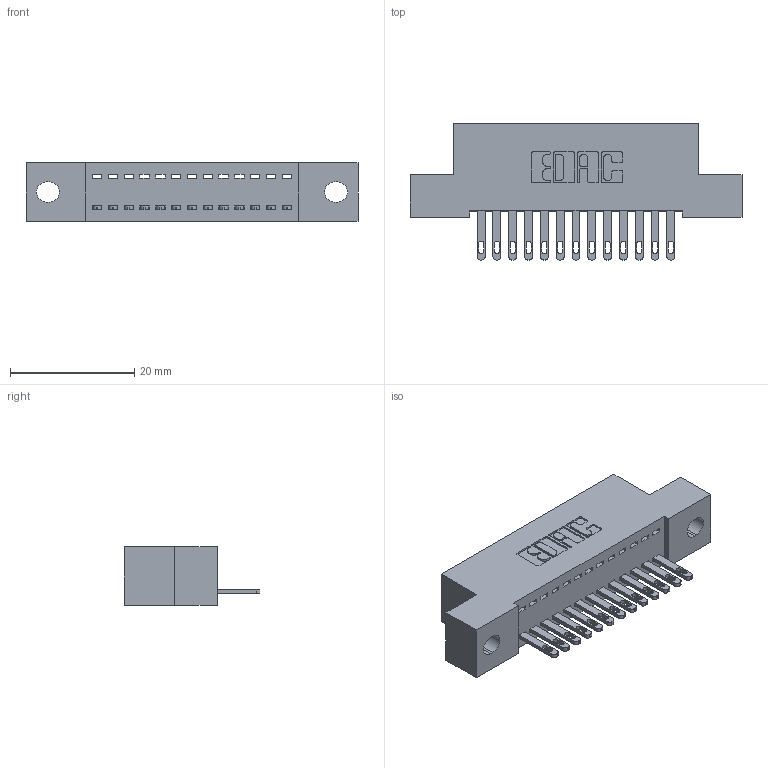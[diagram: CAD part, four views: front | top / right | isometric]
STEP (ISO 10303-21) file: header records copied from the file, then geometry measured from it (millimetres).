
FILE_DESCRIPTION (( 'STEP AP203' ), '1' );
FILE_NAME ('342-013-500-102.STEP', '2018-08-10T16:03:02', ( '' ), ( '' ), 'SwSTEP 2.0', 'SolidWorks 2016', '' );
FILE_SCHEMA (( 'CONFIG_CONTROL_DESIGN' ));
Length unit declared in the file: inch
Products named in the file (3): 342 Part_.128 Slot; 345-292-001_345-293-100; 342-013-500-102
Assembly tree (14 placements, depth 2):
  342-013-500-102
    342 Part_.128 Slot
    345-292-001_345-293-100  x13
Bounding box: 53.34 x 21.85 x 9.4 mm (x, y, z)
Volume: 4525.9 mm3; surface area: 5889.9 mm2
Topology: 14 solids, 14 shells, 816 faces, 2495 edges, 1662 vertices
Faces by surface type: plane 538, cylinder 278
Entity records: 11631 total; most frequent: CARTESIAN_POINT 2017, ORIENTED_EDGE 1966, DIRECTION 1761, EDGE_CURVE 983, VECTOR 851, LINE 851, VERTEX_POINT 654, AXIS2_PLACEMENT_3D 455
